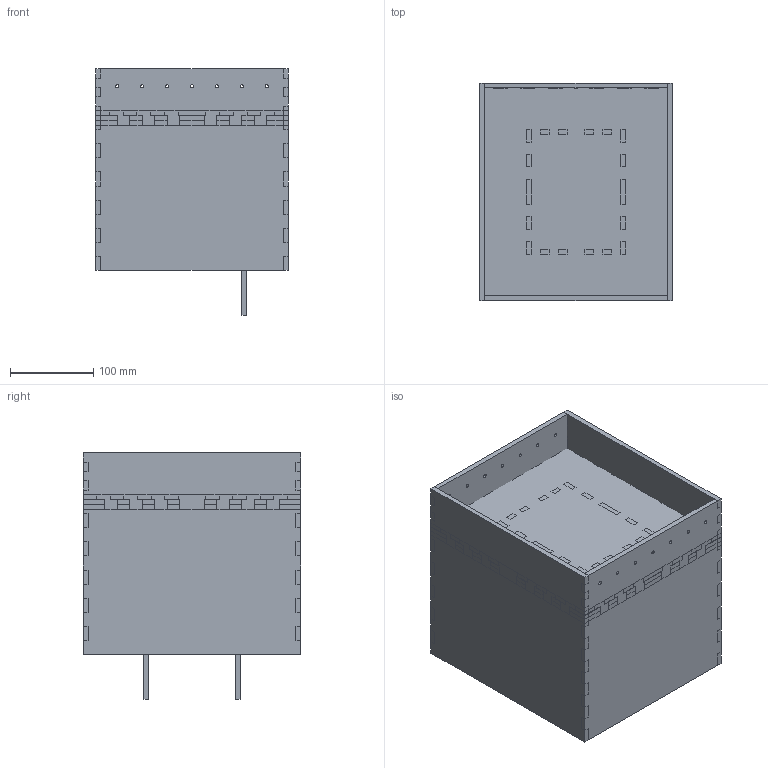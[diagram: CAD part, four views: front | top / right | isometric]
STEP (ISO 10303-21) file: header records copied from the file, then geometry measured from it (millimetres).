
FILE_DESCRIPTION(/* description */ (''),/* implementation_level */ '2;1');
FILE_NAME(/* name */ 'Furnace v7.step',/* time_stamp */ '2018-05-28T23:21:37+02:00',/* author */ ('bigshot4everautodesk'),/* organization */ (''),/* preprocessor_version */ 'ST-DEVELOPER v17',/* originating_system */ 'Autodesk Translation Framework v7.1.0.215',/* authorisation */ '');
FILE_SCHEMA (('AUTOMOTIVE_DESIGN { 1 0 10303 214 3 1 1 }'));
Length unit declared in the file: millimetre
Products named in the file (1): Furnace
Bounding box: 232 x 262 x 296.5 mm (x, y, z)
Volume: 2903388.4 mm3; surface area: 1083840.5 mm2
Topology: 23 solids, 23 shells, 1500 faces, 4362 edges, 2908 vertices
Faces by surface type: plane 1486, cylinder 14
Full cylindrical faces by diameter (mm): 4 x14
Entity records: 48757 total; most frequent: CARTESIAN_POINT 8771, ORIENTED_EDGE 8724, DIRECTION 7392, EDGE_CURVE 4362, LINE 4334, VECTOR 4334, VERTEX_POINT 2908, EDGE_LOOP 1638
